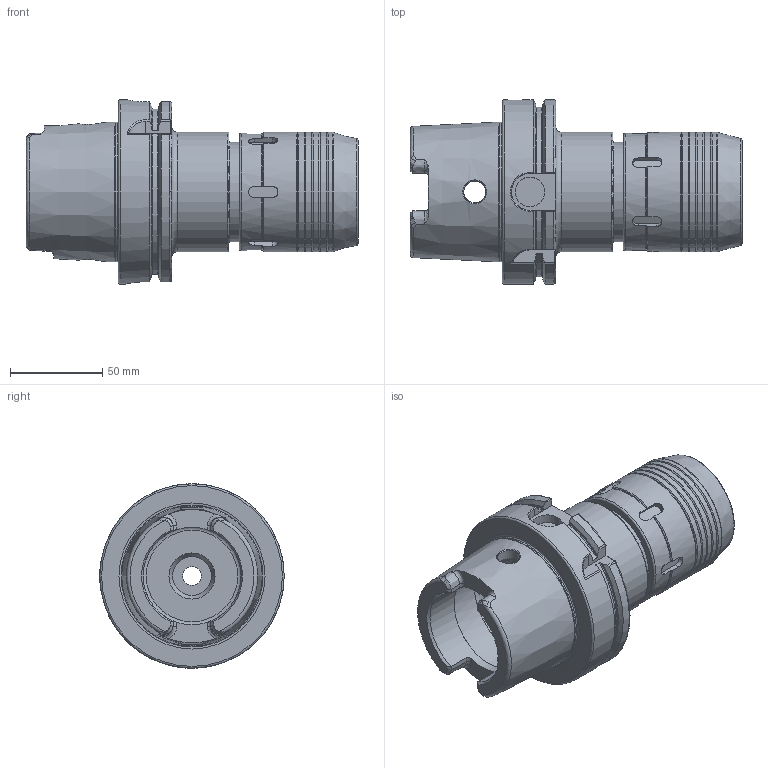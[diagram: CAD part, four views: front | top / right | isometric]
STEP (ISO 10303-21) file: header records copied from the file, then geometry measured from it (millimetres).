
FILE_DESCRIPTION(/* description */ (''),/* implementation_level */ '2;1');
FILE_NAME(/* name */ 'HSK100A-BC125-0512.stp',/* time_stamp */ '2019-07-11T16:03:21-05:00',/* author */ ('ldfli'),/* organization */ ('Pioneer N.A.'),/* preprocessor_version */ 'ST-DEVELOPER v18',/* originating_system */ 'Autodesk Inventor LT',/* authorisation */ '');
FILE_SCHEMA (('AUTOMOTIVE_DESIGN { 1 0 10303 214 3 1 1 }'));
Length unit declared in the file: millimetre
Products named in the file (1): HSK100A-BC125-0512
Bounding box: 180 x 100 x 100 mm (x, y, z)
Volume: 506621.7 mm3; surface area: 106736 mm2
Topology: 4 solids, 4 shells, 295 faces, 865 edges, 590 vertices
Faces by surface type: plane 92, cylinder 63, bspline 51, torus 50, cone 39
Full cylindrical faces by diameter (mm): 10 x1, 10.106 x1, 12 x2, 16 x1, 21 x1, 26 x1, 31.75 x1, 32.5 x1, 52.5 x1, 52.88 x1, 53 x2, 54 x1, 54.2 x1, 56.06 x2, 56.21 x2, 59 x1, 63 x2, 63.5 x1, 64.8 x7, 75.519 x1, 100 x1
Entity records: 13633 total; most frequent: CARTESIAN_POINT 5903, ORIENTED_EDGE 1734, DIRECTION 1532, EDGE_CURVE 867, AXIS2_PLACEMENT_3D 635, VERTEX_POINT 592, CIRCLE 386, EDGE_LOOP 319
